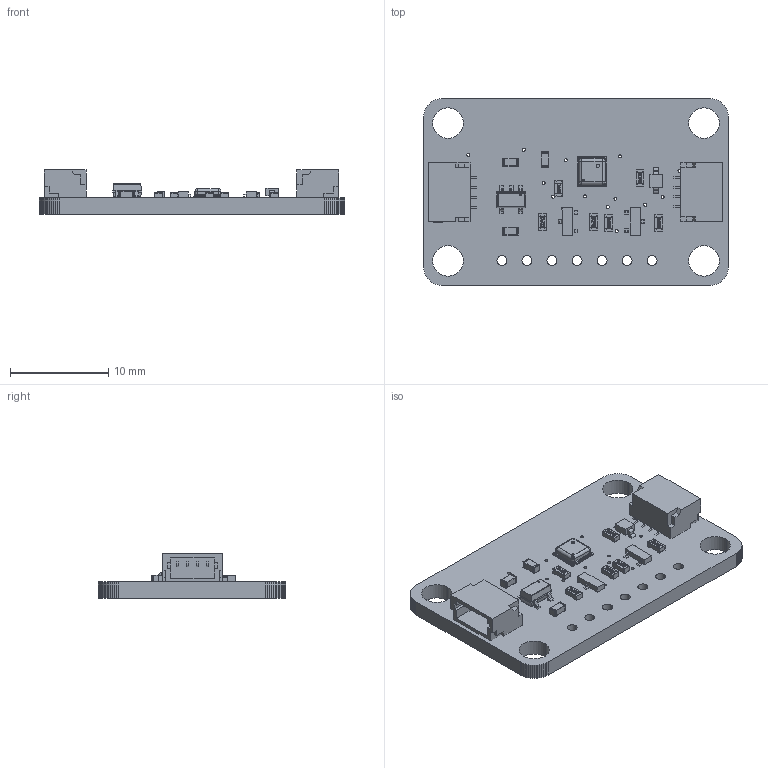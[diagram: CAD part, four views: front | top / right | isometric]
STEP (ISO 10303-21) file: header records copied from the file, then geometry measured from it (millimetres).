
FILE_DESCRIPTION(('PCB Model'),'2;1');
FILE_NAME('ES-12122-7Semi BME680 Temperature Pressure Humidity and Air Quality Sensor I2C Breakout STEMMA QT_Qwiic.STEP', '2024-01-03T19:39:04',('pritesh'),('Unspecified'), 'Open CASCADE STEP processor 6.8','Proteus','Unknown');
FILE_SCHEMA(('CONFIG_CONTROL_DESIGN','SHAPE_APPEARANCE_LAYER_MIM'));
Length unit declared in the file: millimetre
Products named in the file (73): Open CASCADE STEP translator 6.8 4; Layer_1; U1; Open CASCADE STEP translator 6.8 4.2.1; Body_1; =>[0:1:1:2]; =>[0:1:1:3]; SOLID; =>[0:1:1:4]; C3; Open CASCADE STEP translator 6.8 4.3.1; Part_3; Part_2; Part_1; C1; Open CASCADE STEP translator 6.8 4.4.1; U7; Open CASCADE STEP translator 6.8 4.5.1; R6; Open CASCADE STEP translator 6.8 4.6.1; =>[0:1:1:5]; =>[0:1:1:6]; D1; Open CASCADE STEP translator 6.8 4.7.1; Pin_1; Pin_2; R1; Open CASCADE STEP translator 6.8 4.8.1; Q1; Open CASCADE STEP translator 6.8 4.9.1; Pin_3; Q2; R2; Open CASCADE STEP translator 6.8 4.11.1; R4; Open CASCADE STEP translator 6.8 4.12.1; R5; Open CASCADE STEP translator 6.8 4.13.1; R3; Open CASCADE STEP translator 6.8 4.14.1 ...
Assembly tree (85 placements, depth 6):
  Open CASCADE STEP translator 6.8 4
    Layer_1
    U1
      Open CASCADE STEP translator 6.8 4.2.1
        Body_1
          =>[0:1:1:2]
          =>[0:1:1:3]
            SOLID
            SOLID
            SOLID
          =>[0:1:1:4]
            SOLID
            SOLID
    C3
      Open CASCADE STEP translator 6.8 4.3.1
        Body_1
          Part_3
          Part_2
          Part_1
    C1
      Open CASCADE STEP translator 6.8 4.4.1
        Body_1
          Part_3
          Part_2
          Part_1
    U7
      Open CASCADE STEP translator 6.8 4.5.1
        Body_1
          (unnamed)
          (unnamed)
          (unnamed)
          (unnamed)
          (unnamed)
          (unnamed)
          (unnamed)
          (unnamed)
          (unnamed)
          (unnamed)
          (unnamed)
    R6
      Open CASCADE STEP translator 6.8 4.6.1
        Body_1
          =>[0:1:1:3]
          =>[0:1:1:4]
          =>[0:1:1:5]
          =>[0:1:1:6]
    D1
      Open CASCADE STEP translator 6.8 4.7.1
        Body_1
        Pin_1
        Pin_2
    R1
      Open CASCADE STEP translator 6.8 4.8.1
        Body_1
          =>[0:1:1:3]
          =>[0:1:1:4]
          =>[0:1:1:5]
          =>[0:1:1:6]
    Q1
      Open CASCADE STEP translator 6.8 4.9.1
Bounding box: 31 x 19 x 4.5 mm (x, y, z)
Volume: 1008.2 mm3; surface area: 1911.4 mm2
Topology: 64 solids, 64 shells, 1354 faces, 3405 edges, 2202 vertices
Faces by surface type: plane 851, bspline 278, cylinder 201, sphere 24
Entity records: 28402 total; most frequent: CARTESIAN_POINT 7310, ORIENTED_EDGE 3300, DIRECTION 3162, EDGE_CURVE 1650, LINE 1190, VECTOR 1190, VERTEX_POINT 1070, AXIS2_PLACEMENT_3D 986
